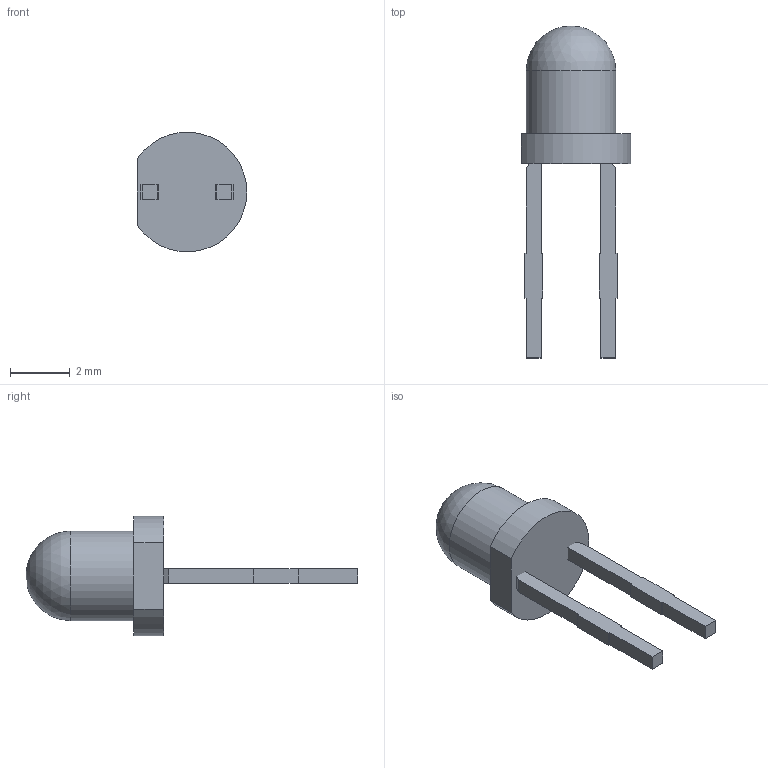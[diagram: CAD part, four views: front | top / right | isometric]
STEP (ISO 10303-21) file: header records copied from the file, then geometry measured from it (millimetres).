
FILE_DESCRIPTION(/* description */ ('STEP AP214','CAx-IF Rec.Pracs.---Representation and Presentation of Product Manufacturing Information (PMI)---4.0---2014-10-13'),/* implementation_level */ '2;1');
FILE_NAME(/* name */ 'User Library-LED-D3R.step',/* time_stamp */ '2019-11-02T12:59:10+03:00',/* author */ ('Andre'),/* organization */ (''),/* preprocessor_version */ 'ST-DEVELOPER v18',/* originating_system */ 'Autodesk Inventor 2020',/* authorisation */ '');
FILE_SCHEMA (('AP242_MANAGED_MODEL_BASED_3D_ENGINEERING_MIM_LF { 1 0 10303 442 1 1 4 }'));
Length unit declared in the file: millimetre
Products named in the file (1): User Library-LED-D3R
Bounding box: 3.67 x 11.1 x 4 mm (x, y, z)
Volume: 39.4 mm3; surface area: 110.8 mm2
Topology: 4 solids, 5 shells, 55 faces, 137 edges, 92 vertices
Faces by surface type: plane 46, cylinder 6, sphere 1, torus 1, cone 1
Full cylindrical faces by diameter (mm): 1 x2, 3 x1
Entity records: 1806 total; most frequent: CARTESIAN_POINT 300, DIRECTION 293, ORIENTED_EDGE 270, EDGE_CURVE 135, LINE 115, VECTOR 115, VERTEX_POINT 92, AXIS2_PLACEMENT_3D 89
